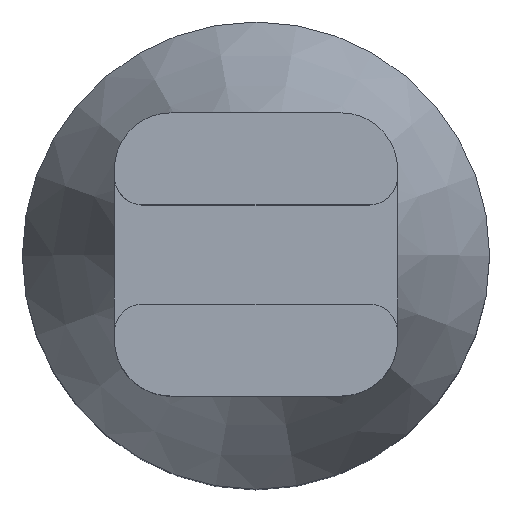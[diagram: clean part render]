
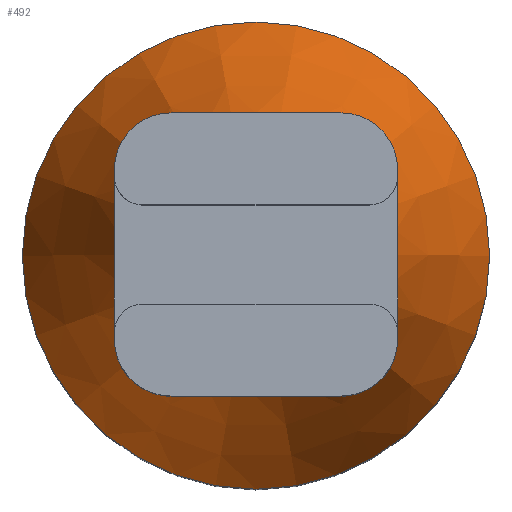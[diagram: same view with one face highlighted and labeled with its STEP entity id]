
A CAD part, top view. The second image highlights one B-rep face of the part: STEP entity #492.
In plain terms, the highlighted conical face has half-angle 21.555 degrees and reference radius 10 mm.
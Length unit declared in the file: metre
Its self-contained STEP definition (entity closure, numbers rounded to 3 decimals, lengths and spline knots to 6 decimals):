
#30=CONICAL_SURFACE('',#543,0.01,0.376);
#38=CIRCLE('',#542,0.0165);
#39=CIRCLE('',#544,0.01);
#80=ORIENTED_EDGE('',*,*,#213,.T.);
#81=ORIENTED_EDGE('',*,*,#214,.F.);
#213=EDGE_CURVE('',#282,#282,#38,.T.);
#214=EDGE_CURVE('',#283,#283,#39,.T.);
#282=VERTEX_POINT('',#794);
#283=VERTEX_POINT('',#797);
#402=EDGE_LOOP('',(#80));
#403=EDGE_LOOP('',(#81));
#441=FACE_BOUND('',#402,.T.);
#442=FACE_BOUND('',#403,.T.);
#492=ADVANCED_FACE('',(#441,#442),#30,.T.);
#542=AXIS2_PLACEMENT_3D('',#793,#628,#629);
#543=AXIS2_PLACEMENT_3D('',#795,#630,#631);
#544=AXIS2_PLACEMENT_3D('',#796,#632,#633);
#628=DIRECTION('',(0.,0.,1.));
#629=DIRECTION('',(1.,0.,0.));
#630=DIRECTION('',(0.,0.,-1.));
#631=DIRECTION('',(-1.,0.,0.));
#632=DIRECTION('',(0.,0.,1.));
#633=DIRECTION('',(1.,0.,0.));
#793=CARTESIAN_POINT('',(0.,0.,0.03));
#794=CARTESIAN_POINT('',(0.0165,0.,0.03));
#795=CARTESIAN_POINT('',(0.,0.,0.046454));
#796=CARTESIAN_POINT('',(0.,0.,0.046454));
#797=CARTESIAN_POINT('',(0.01,0.,0.046454));
